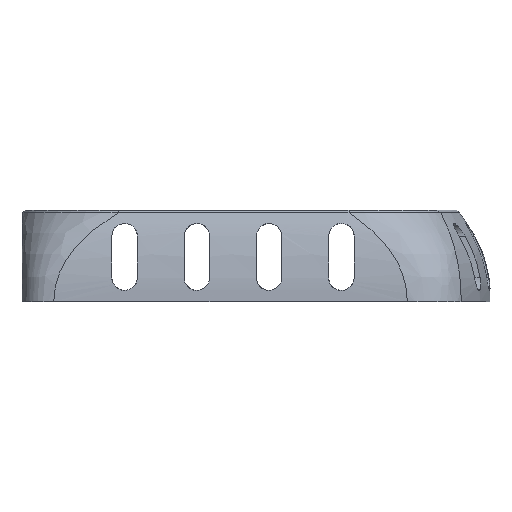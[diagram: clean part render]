
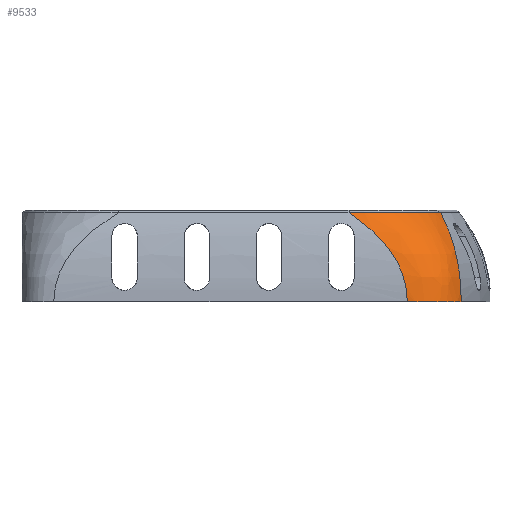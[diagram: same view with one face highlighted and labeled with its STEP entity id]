
A CAD part, left-side view. The second image highlights one B-rep face of the part: STEP entity #9533.
In plain terms, the highlighted free-form (B-spline) face has degree [8, 2] with [9, 3] control points.
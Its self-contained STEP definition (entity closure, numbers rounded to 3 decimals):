
#2253 = VERTEX_POINT('',#2254);
#2254 = CARTESIAN_POINT('',(-33.,-27.321,-0.5));
#2318 = VERTEX_POINT('',#2319);
#2319 = CARTESIAN_POINT('',(-27.042,-35.791,-0.5));
#2326 = EDGE_CURVE('',#2253,#2318,#2327,.T.);
#2327 = CIRCLE('',#2328,9.);
#2328 = AXIS2_PLACEMENT_3D('',#2329,#2330,#2331);
#2329 = CARTESIAN_POINT('',(-24.,-27.321,-0.5));
#2330 = DIRECTION('',(0.,0.,1.));
#2331 = DIRECTION('',(1.,0.,-0.));
#7807 = VERTEX_POINT('',#7808);
#7808 = CARTESIAN_POINT('',(-30.,-18.244,13.5));
#7831 = EDGE_CURVE('',#7807,#2253,#7832,.T.);
#7832 = B_SPLINE_CURVE_WITH_KNOTS('',2,(#7833,#7834,#7835),
  .UNSPECIFIED.,.F.,.F.,(3,3),(0.,1.),.PIECEWISE_BEZIER_KNOTS.);
#7833 = CARTESIAN_POINT('',(-30.,-18.244,13.5));
#7834 = CARTESIAN_POINT('',(-33.009,-27.349,
    7.453));
#7835 = CARTESIAN_POINT('',(-33.,-27.321,-0.5));
#9453 = VERTEX_POINT('',#9454);
#9454 = CARTESIAN_POINT('',(-19.412,-32.581,13.5));
#9463 = EDGE_CURVE('',#9453,#2318,#9464,.T.);
#9464 = B_SPLINE_CURVE_WITH_KNOTS('',2,(#9465,#9466,#9467),
  .UNSPECIFIED.,.F.,.F.,(3,3),(0.,1.),.PIECEWISE_BEZIER_KNOTS.);
#9465 = CARTESIAN_POINT('',(-19.412,-32.581,13.5));
#9466 = CARTESIAN_POINT('',(-27.066,-35.801,
    7.453));
#9467 = CARTESIAN_POINT('',(-27.042,-35.791,-0.5));
#9533 = ADVANCED_FACE('',(#9534),#9546,.T.);
#9534 = FACE_BOUND('',#9535,.T.);
#9535 = EDGE_LOOP('',(#9536,#9543,#9544,#9545));
#9536 = ORIENTED_EDGE('',*,*,#9537,.F.);
#9537 = EDGE_CURVE('',#7807,#9453,#9538,.T.);
#9538 = CIRCLE('',#9539,15.);
#9539 = AXIS2_PLACEMENT_3D('',#9540,#9541,#9542);
#9540 = CARTESIAN_POINT('',(-15.,-18.244,13.5));
#9541 = DIRECTION('',(0.,0.,1.));
#9542 = DIRECTION('',(1.,0.,-0.));
#9543 = ORIENTED_EDGE('',*,*,#7831,.T.);
#9544 = ORIENTED_EDGE('',*,*,#2326,.T.);
#9545 = ORIENTED_EDGE('',*,*,#9463,.F.);
#9546 = B_SPLINE_SURFACE_WITH_KNOTS('',8,2,(
    (#9547,#9548,#9549)
    ,(#9550,#9551,#9552)
    ,(#9553,#9554,#9555)
    ,(#9556,#9557,#9558)
    ,(#9559,#9560,#9561)
    ,(#9562,#9563,#9564)
    ,(#9565,#9566,#9567)
    ,(#9568,#9569,#9570)
    ,(#9571,#9572,#9573
  )),.UNSPECIFIED.,.F.,.F.,.F.,(9,9),(3,3),(7.,8.),(0.,1.),
  .PIECEWISE_BEZIER_KNOTS.);
#9547 = CARTESIAN_POINT('',(-19.412,-32.581,13.5));
#9548 = CARTESIAN_POINT('',(-27.066,-35.801,
    7.453));
#9549 = CARTESIAN_POINT('',(-27.042,-35.791,-0.5));
#9550 = CARTESIAN_POINT('',(-21.692,-31.879,13.5));
#9551 = CARTESIAN_POINT('',(-28.361,-35.336,
    7.453));
#9552 = CARTESIAN_POINT('',(-28.34,-35.325,-0.5));
#9553 = CARTESIAN_POINT('',(-23.844,-30.763,13.5));
#9554 = CARTESIAN_POINT('',(-29.575,-34.643,
    7.453));
#9555 = CARTESIAN_POINT('',(-29.557,-34.631,-0.5));
#9556 = CARTESIAN_POINT('',(-25.781,-29.26,13.5));
#9557 = CARTESIAN_POINT('',(-30.66,-33.741,
    7.453));
#9558 = CARTESIAN_POINT('',(-30.645,-33.727,-0.5));
#9559 = CARTESIAN_POINT('',(-27.422,-27.418,13.5));
#9560 = CARTESIAN_POINT('',(-31.576,-32.657,
    7.453));
#9561 = CARTESIAN_POINT('',(-31.563,-32.64,-0.5));
#9562 = CARTESIAN_POINT('',(-28.699,-25.309,13.5));
#9563 = CARTESIAN_POINT('',(-32.287,-31.428,
    7.453));
#9564 = CARTESIAN_POINT('',(-32.275,-31.409,-0.5));
#9565 = CARTESIAN_POINT('',(-29.566,-23.015,13.5));
#9566 = CARTESIAN_POINT('',(-32.769,-30.101,
    7.453));
#9567 = CARTESIAN_POINT('',(-32.758,-30.079,-0.5));
#9568 = CARTESIAN_POINT('',(-30.,-20.63,13.5));
#9569 = CARTESIAN_POINT('',(-33.009,-28.725,
    7.453));
#9570 = CARTESIAN_POINT('',(-33.,-28.7,-0.5));
#9571 = CARTESIAN_POINT('',(-30.,-18.244,13.5));
#9572 = CARTESIAN_POINT('',(-33.009,-27.349,
    7.453));
#9573 = CARTESIAN_POINT('',(-33.,-27.321,-0.5));
